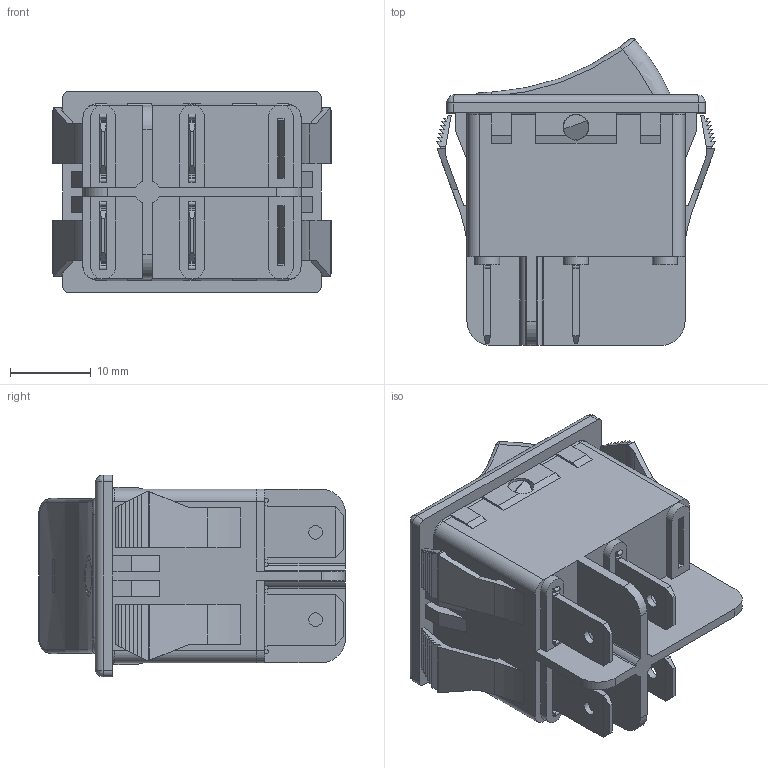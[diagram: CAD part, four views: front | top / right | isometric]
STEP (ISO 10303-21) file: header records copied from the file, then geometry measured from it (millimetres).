
FILE_DESCRIPTION(/* description */ (''),/* implementation_level */ '2;1');
FILE_NAME(/* name */ 'RB242D102R-1xx.stp',/* time_stamp */ '2023-06-21T11:31:08-05:00',/* author */ ('mwilliams'),/* organization */ (''),/* preprocessor_version */ 'ST-DEVELOPER v18',/* originating_system */ 'Autodesk Inventor 2020',/* authorisation */ '');
FILE_SCHEMA (('AUTOMOTIVE_DESIGN { 1 0 10303 214 3 1 1 }'));
Length unit declared in the file: millimetre
Products named in the file (1): RB242D102R-1xx
Bounding box: 34.56 x 38 x 25 mm (x, y, z)
Volume: 5563.5 mm3; surface area: 10193.9 mm2
Topology: 2 solids, 2 shells, 510 faces, 1389 edges, 896 vertices
Faces by surface type: plane 388, cylinder 104, torus 10, bspline 8
Full cylindrical faces by diameter (mm): 1.7 x4, 3.2 x2, 4 x1, 5 x1
Entity records: 16924 total; most frequent: CARTESIAN_POINT 3884, ORIENTED_EDGE 2770, DIRECTION 2591, EDGE_CURVE 1385, LINE 1121, VECTOR 1121, VERTEX_POINT 896, AXIS2_PLACEMENT_3D 735
